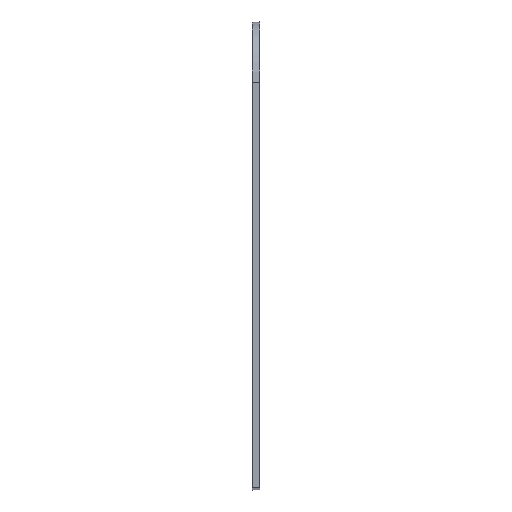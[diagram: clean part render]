
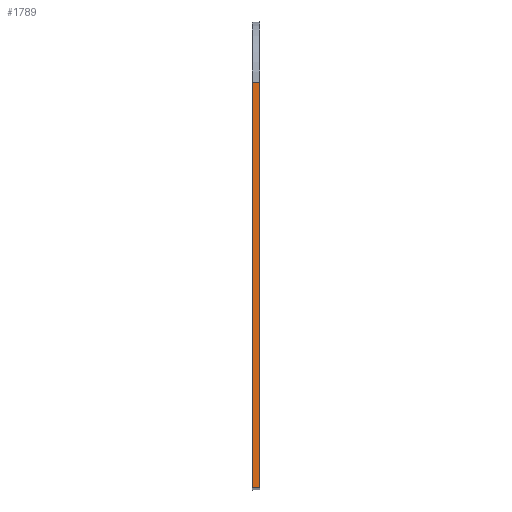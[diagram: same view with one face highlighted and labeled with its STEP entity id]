
A CAD part, top view. The second image highlights one B-rep face of the part: STEP entity #1789.
In plain terms, the highlighted planar face has unit normal (0, 0, 1).
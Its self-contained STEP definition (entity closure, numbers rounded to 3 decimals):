
#119=PLANE('',#1931);
#203=FACE_OUTER_BOUND('',#287,.T.);
#287=EDGE_LOOP('',(#1515,#1516,#1517,#1518));
#533=LINE('',#2878,#735);
#534=LINE('',#2881,#736);
#535=LINE('',#2883,#737);
#536=LINE('',#2884,#738);
#735=VECTOR('',#2381,10.);
#736=VECTOR('',#2384,10.);
#737=VECTOR('',#2385,10.);
#738=VECTOR('',#2386,10.);
#945=VERTEX_POINT('',#2874);
#946=VERTEX_POINT('',#2876);
#947=VERTEX_POINT('',#2880);
#948=VERTEX_POINT('',#2882);
#1189=EDGE_CURVE('',#945,#946,#533,.T.);
#1190=EDGE_CURVE('',#947,#945,#534,.T.);
#1191=EDGE_CURVE('',#948,#946,#535,.T.);
#1192=EDGE_CURVE('',#947,#948,#536,.T.);
#1515=ORIENTED_EDGE('',*,*,#1190,.T.);
#1516=ORIENTED_EDGE('',*,*,#1189,.T.);
#1517=ORIENTED_EDGE('',*,*,#1191,.F.);
#1518=ORIENTED_EDGE('',*,*,#1192,.F.);
#1789=ADVANCED_FACE('',(#203),#119,.T.);
#1931=AXIS2_PLACEMENT_3D('',#2879,#2382,#2383);
#2381=DIRECTION('',(-1.,0.,0.));
#2382=DIRECTION('center_axis',(0.,0.,
1.));
#2383=DIRECTION('ref_axis',(0.,1.,0.));
#2384=DIRECTION('',(0.,1.,0.));
#2385=DIRECTION('',(0.,1.,0.));
#2386=DIRECTION('',(-1.,0.,0.));
#2874=CARTESIAN_POINT('',(-212.5,170.,487.));
#2876=CARTESIAN_POINT('',(-215.5,170.,487.));
#2878=CARTESIAN_POINT('',(-212.5,170.,487.));
#2879=CARTESIAN_POINT('Origin',(-212.5,3.,487.));
#2880=CARTESIAN_POINT('',(-212.5,3.,487.));
#2881=CARTESIAN_POINT('',(-212.5,3.,487.));
#2882=CARTESIAN_POINT('',(-215.5,3.,487.));
#2883=CARTESIAN_POINT('',(-215.5,3.,487.));
#2884=CARTESIAN_POINT('',(-212.5,3.,487.));
